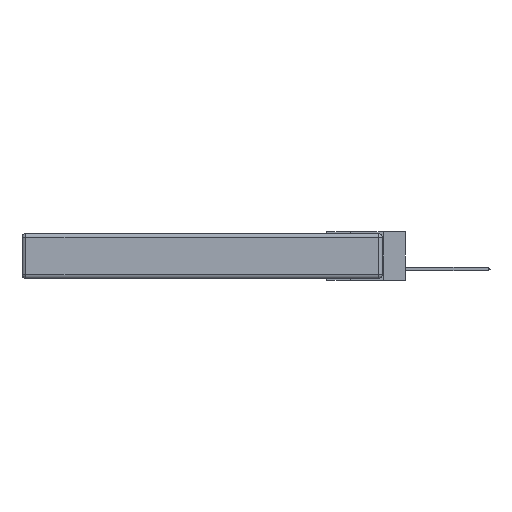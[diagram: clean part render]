
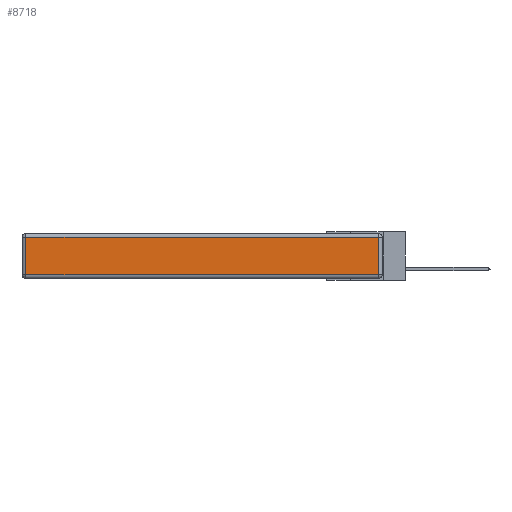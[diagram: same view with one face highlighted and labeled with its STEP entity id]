
A CAD part, left-side view. The second image highlights one B-rep face of the part: STEP entity #8718.
In plain terms, the highlighted planar face has unit normal (-1, 0, 0).
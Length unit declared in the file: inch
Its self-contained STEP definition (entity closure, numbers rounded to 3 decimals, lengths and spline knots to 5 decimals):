
#299 = LINE ( 'NONE', #11608, #16765 ) ;
#609 = VERTEX_POINT ( 'NONE', #3389 ) ;
#2721 = DIRECTION ( 'NONE',  ( -1., 0., 0. ) ) ;
#2827 = DIRECTION ( 'NONE',  ( 0., 0., 1. ) ) ;
#3173 = ORIENTED_EDGE ( 'NONE', *, *, #4454, .T. ) ;
#3242 = VECTOR ( 'NONE', #3254, 39.37008 ) ;
#3254 = DIRECTION ( 'NONE',  ( 0., -1., 0. ) ) ;
#3389 = CARTESIAN_POINT ( 'NONE',  ( 0., 0.03, -0.313 ) ) ;
#4102 = FACE_OUTER_BOUND ( 'NONE', #8555, .T. ) ;
#4454 = EDGE_CURVE ( 'NONE', #609, #19714, #13677, .T. ) ;
#4740 = ORIENTED_EDGE ( 'NONE', *, *, #21383, .T. ) ;
#5273 = CARTESIAN_POINT ( 'NONE',  ( 0., 0.03, -0.03 ) ) ;
#5351 = ORIENTED_EDGE ( 'NONE', *, *, #17201, .T. ) ;
#6076 = DIRECTION ( 'NONE',  ( 0., 1., 0. ) ) ;
#6886 = CARTESIAN_POINT ( 'NONE',  ( 0., 0.03, -0.343 ) ) ;
#7546 = VECTOR ( 'NONE', #15623, 39.37008 ) ;
#8555 = EDGE_LOOP ( 'NONE', ( #4740, #3173, #12468, #5351 ) ) ;
#8718 = ADVANCED_FACE ( 'NONE', ( #4102 ), #10823, .T. ) ;
#9628 = CARTESIAN_POINT ( 'NONE',  ( 0., 2.72, -0.03 ) ) ;
#9861 = VERTEX_POINT ( 'NONE', #26983 ) ;
#10823 = PLANE ( 'NONE',  #25645 ) ;
#11608 = CARTESIAN_POINT ( 'NONE',  ( 0., 2.72, -0.343 ) ) ;
#12468 = ORIENTED_EDGE ( 'NONE', *, *, #26085, .T. ) ;
#13677 = LINE ( 'NONE', #6886, #7546 ) ;
#15623 = DIRECTION ( 'NONE',  ( 0., 0., 1. ) ) ;
#15753 = CARTESIAN_POINT ( 'NONE',  ( 0., 0., -0.343 ) ) ;
#16765 = VECTOR ( 'NONE', #16974, 39.37008 ) ;
#16974 = DIRECTION ( 'NONE',  ( 0., 0., -1. ) ) ;
#17000 = VECTOR ( 'NONE', #6076, 39.37008 ) ;
#17201 = EDGE_CURVE ( 'NONE', #30843, #9861, #299, .T. ) ;
#19714 = VERTEX_POINT ( 'NONE', #5273 ) ;
#21383 = EDGE_CURVE ( 'NONE', #9861, #609, #27170, .T. ) ;
#21863 = CARTESIAN_POINT ( 'NONE',  ( 0., 2.75, -0.03 ) ) ;
#24017 = LINE ( 'NONE', #21863, #17000 ) ;
#25645 = AXIS2_PLACEMENT_3D ( 'NONE', #15753, #2721, #2827 ) ;
#26085 = EDGE_CURVE ( 'NONE', #19714, #30843, #24017, .T. ) ;
#26983 = CARTESIAN_POINT ( 'NONE',  ( 0., 2.72, -0.313 ) ) ;
#27170 = LINE ( 'NONE', #32076, #3242 ) ;
#30843 = VERTEX_POINT ( 'NONE', #9628 ) ;
#32076 = CARTESIAN_POINT ( 'NONE',  ( 0., 0., -0.313 ) ) ;
